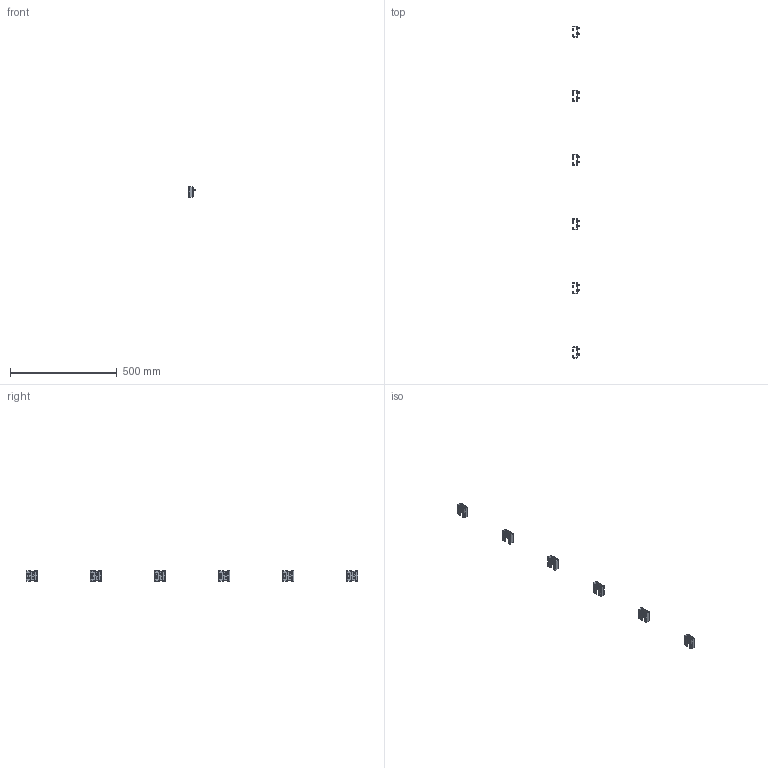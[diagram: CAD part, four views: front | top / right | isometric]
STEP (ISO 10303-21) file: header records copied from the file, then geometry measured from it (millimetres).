
FILE_DESCRIPTION(('STEP AP214'),'1');
FILE_NAME('cctmp_7483499C-9CC6-4B03-A0B4-4E77A8C5CC91_2023_12_01_15_57_52_0146_19204..stp','2023-12-01T14:58:00',('SIEMENS A&D'),('CADClick - www.CADClick.com'),'Spatial InterOp 3D',' ','unknown authorization');
FILE_SCHEMA(('AUTOMOTIVE_DESIGN'));
Length unit declared in the file: millimetre
Products named in the file (25): 2023_12_01_15_57_52_0032; 2023_12_01_15_57_52_0143; 2023_12_01_15_57_52_0127; 2023_12_01_15_57_52_0111; 2023_12_01_15_57_51_0356; 2023_12_01_15_57_51_0904; 2023_12_01_15_57_52_0016; 2023_12_01_15_57_52_0000; 2023_12_01_15_57_51_0984; 2023_12_01_15_57_51_0777; 2023_12_01_15_57_51_0889; 2023_12_01_15_57_51_0873; 2023_12_01_15_57_51_0857; 2023_12_01_15_57_51_0652; 2023_12_01_15_57_51_0761; 2023_12_01_15_57_51_0745; 2023_12_01_15_57_51_0730; 2023_12_01_15_57_51_0526; 2023_12_01_15_57_51_0637; 2023_12_01_15_57_51_0622; 2023_12_01_15_57_51_0607; 2023_12_01_15_57_51_0402; 2023_12_01_15_57_51_0511; 2023_12_01_15_57_51_0495; 2023_12_01_15_57_51_0480
Assembly tree (24 placements, depth 3):
  2023_12_01_15_57_51_0356
    2023_12_01_15_57_52_0032
      2023_12_01_15_57_52_0143
      2023_12_01_15_57_52_0127
      2023_12_01_15_57_52_0111
    2023_12_01_15_57_51_0904
      2023_12_01_15_57_52_0016
      2023_12_01_15_57_52_0000
      2023_12_01_15_57_51_0984
    2023_12_01_15_57_51_0777
      2023_12_01_15_57_51_0889
      2023_12_01_15_57_51_0873
      2023_12_01_15_57_51_0857
    2023_12_01_15_57_51_0652
      2023_12_01_15_57_51_0761
      2023_12_01_15_57_51_0745
      2023_12_01_15_57_51_0730
    2023_12_01_15_57_51_0526
      2023_12_01_15_57_51_0637
      2023_12_01_15_57_51_0622
      2023_12_01_15_57_51_0607
    2023_12_01_15_57_51_0402
      2023_12_01_15_57_51_0511
      2023_12_01_15_57_51_0495
      2023_12_01_15_57_51_0480
Bounding box: 32.5 x 1551.5 x 51 mm (x, y, z)
Volume: 91346.3 mm3; surface area: 81244.8 mm2
Topology: 18 solids, 18 shells, 600 faces, 1488 edges, 960 vertices
Faces by surface type: cylinder 288, plane 264, torus 24, cone 24
Entity records: 23594 total; most frequent: DIRECTION 3398, CARTESIAN_POINT 3079, ORIENTED_EDGE 2976, EDGE_CURVE 1488, AXIS2_PLACEMENT_3D 1279, VERTEX_POINT 960, LINE 840, VECTOR 840
